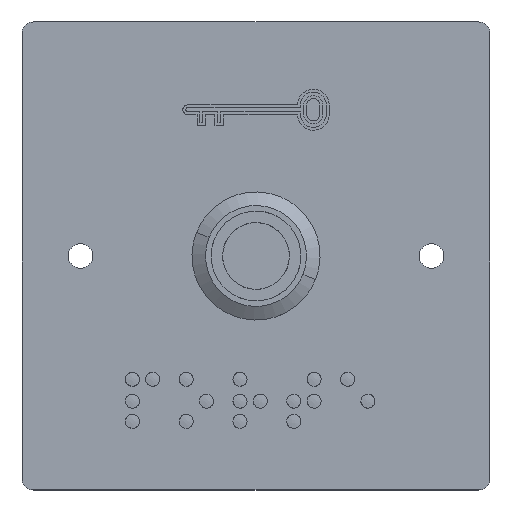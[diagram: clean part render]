
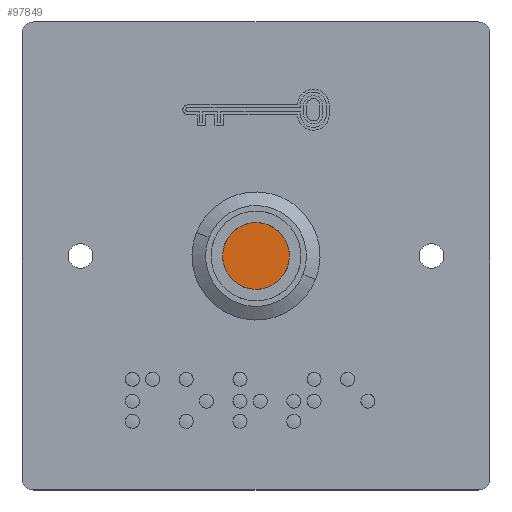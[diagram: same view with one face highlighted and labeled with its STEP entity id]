
A CAD part, top view. The second image highlights one B-rep face of the part: STEP entity #97849.
In plain terms, the highlighted planar face has unit normal (0, 0, 1).
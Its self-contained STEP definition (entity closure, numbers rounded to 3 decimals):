
#18635 = ORIENTED_EDGE ( 'NONE', *, *, #89623, .T. ) ;
#19018 = AXIS2_PLACEMENT_3D ( 'NONE', #102056, #102589, #67856 ) ;
#23697 = EDGE_CURVE ( 'NONE', #42622, #81637, #53993, .T. ) ;
#25202 = DIRECTION ( 'NONE',  ( 0., 0., 1. ) ) ;
#30719 = AXIS2_PLACEMENT_3D ( 'NONE', #101610, #53798, #45179 ) ;
#33332 = CARTESIAN_POINT ( 'NONE',  ( 0., 0., 20. ) ) ;
#37061 = CARTESIAN_POINT ( 'NONE',  ( -5.7, 0., 20. ) ) ;
#42622 = VERTEX_POINT ( 'NONE', #37061 ) ;
#45179 = DIRECTION ( 'NONE',  ( 1., 0., 0. ) ) ;
#49242 = CARTESIAN_POINT ( 'NONE',  ( 5.7, 0., 20. ) ) ;
#50081 = DIRECTION ( 'NONE',  ( 1., 0., 0. ) ) ;
#52679 = ORIENTED_EDGE ( 'NONE', *, *, #23697, .T. ) ;
#53798 = DIRECTION ( 'NONE',  ( 0., 0., 1. ) ) ;
#53993 = CIRCLE ( 'NONE', #90403, 5.7 ) ;
#67856 = DIRECTION ( 'NONE',  ( 1., 0., 0. ) ) ;
#69472 = PLANE ( 'NONE',  #19018 ) ;
#80933 = CIRCLE ( 'NONE', #30719, 5.7 ) ;
#81637 = VERTEX_POINT ( 'NONE', #49242 ) ;
#87021 = EDGE_LOOP ( 'NONE', ( #18635, #52679 ) ) ;
#89623 = EDGE_CURVE ( 'NONE', #81637, #42622, #80933, .T. ) ;
#90403 = AXIS2_PLACEMENT_3D ( 'NONE', #33332, #25202, #50081 ) ;
#93381 = FACE_OUTER_BOUND ( 'NONE', #87021, .T. ) ;
#97849 = ADVANCED_FACE ( 'NONE', ( #93381 ), #69472, .T. ) ;
#101610 = CARTESIAN_POINT ( 'NONE',  ( 0., 0., 20. ) ) ;
#102056 = CARTESIAN_POINT ( 'NONE',  ( 0., 0., 20. ) ) ;
#102589 = DIRECTION ( 'NONE',  ( 0., 0., 1. ) ) ;
